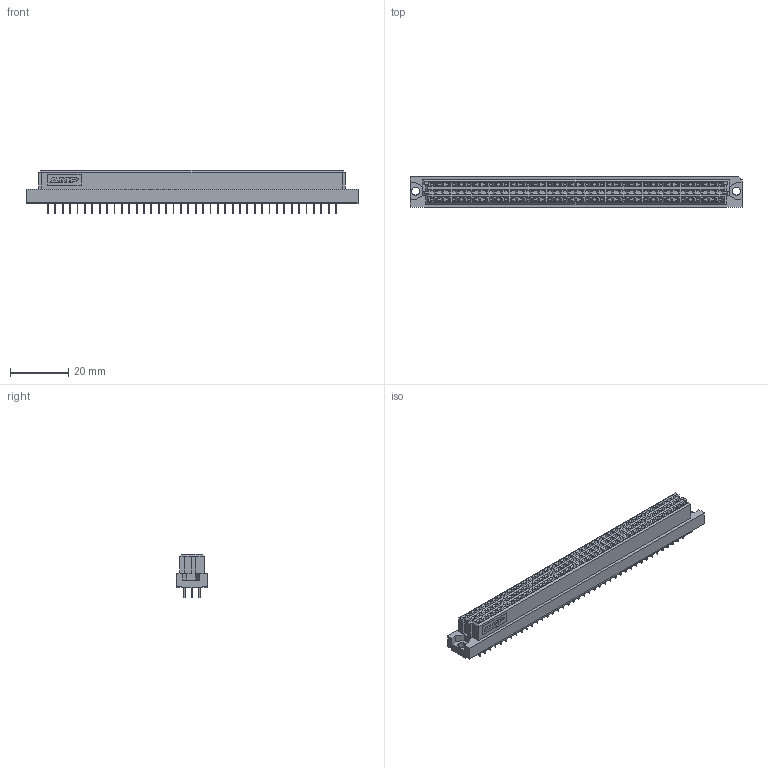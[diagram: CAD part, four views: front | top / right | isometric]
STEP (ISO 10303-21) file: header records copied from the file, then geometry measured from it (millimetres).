
FILE_DESCRIPTION(('STEP AP242'),'1');
FILE_NAME('5535098-5.stp','2023-05-18T06:50:35',('TraceParts'),('TraceParts S.A.'),'Spatial InterOp 3D',' ',' ');
FILE_SCHEMA(('AP242_MANAGED_MODEL_BASED_3D_ENGINEERING_MIM_LF {1 0 10303 442 1 1 4}'));
Length unit declared in the file: millimetre
Products named in the file (1): 5535098-5
Bounding box: 114.17 x 10.6 x 14.8 mm (x, y, z)
Volume: 11031.3 mm3; surface area: 6401.4 mm2
Topology: 1 solids, 1 shells, 2228 faces, 5503 edges, 3666 vertices
Faces by surface type: plane 2220, cylinder 6, extrusion 2
Entity records: 64552 total; most frequent: CARTESIAN_POINT 11460, ORIENTED_EDGE 11006, DIRECTION 9967, EDGE_CURVE 5503, VECTOR 5489, LINE 5487, VERTEX_POINT 3666, EDGE_LOOP 2621
